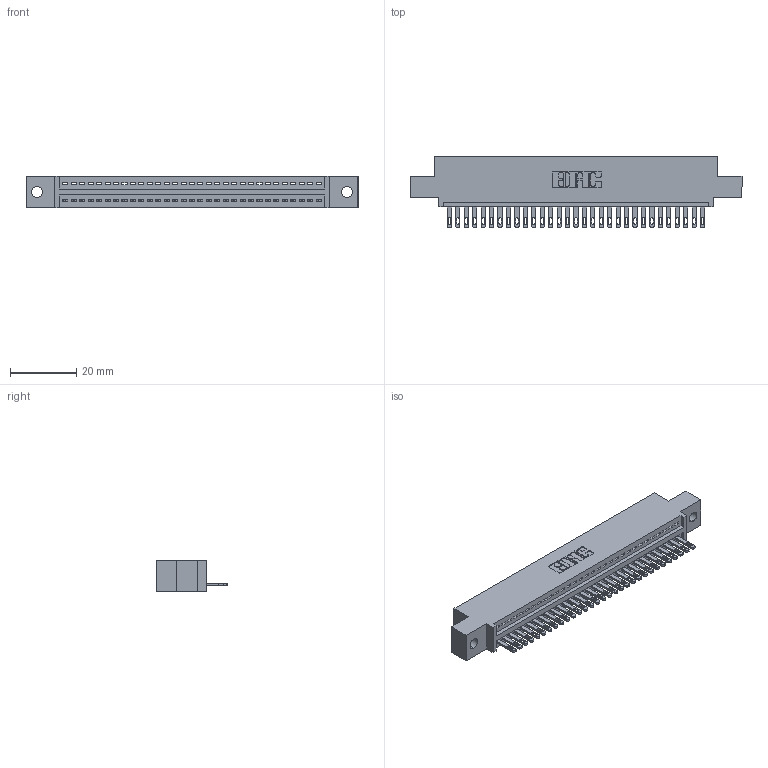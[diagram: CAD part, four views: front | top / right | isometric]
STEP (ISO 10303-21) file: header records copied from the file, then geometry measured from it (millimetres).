
FILE_DESCRIPTION (( 'STEP AP203' ), '1' );
FILE_NAME ('345-031-500-402.STEP', '2019-10-07T10:56:49', ( '' ), ( '' ), 'SwSTEP 2.0', 'SolidWorks 2016', '' );
FILE_SCHEMA (( 'CONFIG_CONTROL_DESIGN' ));
Length unit declared in the file: inch
Products named in the file (3): 345-292-001_345-293-100; 345 Part_0.110 Offset - 0.128 Dia; 345-031-500-402
Assembly tree (32 placements, depth 2):
  345-031-500-402
    345 Part_0.110 Offset - 0.128 Dia
    345-292-001_345-293-100  x31
Bounding box: 99.95 x 21.51 x 9.4 mm (x, y, z)
Volume: 9312.3 mm3; surface area: 12105.7 mm2
Topology: 32 solids, 32 shells, 1804 faces, 5561 edges, 3706 vertices
Faces by surface type: plane 1138, cylinder 666
Entity records: 24877 total; most frequent: CARTESIAN_POINT 4317, ORIENTED_EDGE 4282, DIRECTION 3787, EDGE_CURVE 2141, VECTOR 1881, LINE 1881, VERTEX_POINT 1426, AXIS2_PLACEMENT_3D 953
